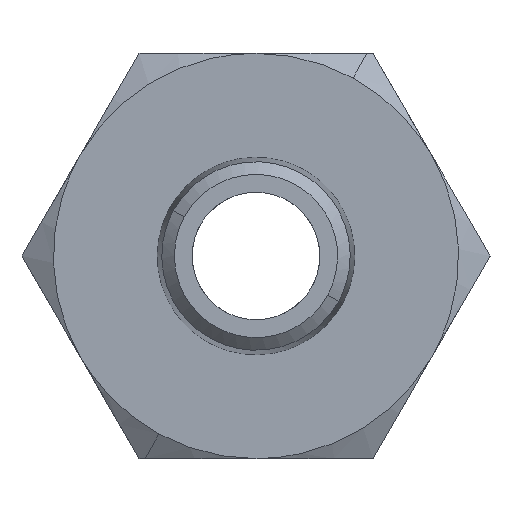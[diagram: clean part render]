
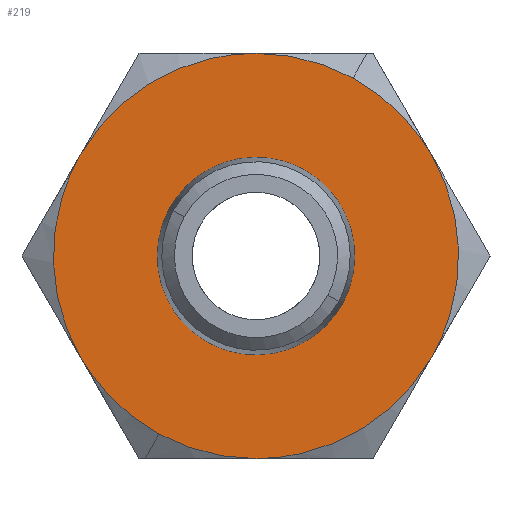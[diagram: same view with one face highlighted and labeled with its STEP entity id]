
A CAD part, front view. The second image highlights one B-rep face of the part: STEP entity #219.
In plain terms, the highlighted planar face has unit normal (0, -1, 0).
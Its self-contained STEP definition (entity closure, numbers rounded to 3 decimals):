
#12=FACE_BOUND('',#301,.T.);
#37=(
BOUNDED_CURVE()
B_SPLINE_CURVE(2,(#1751,#1752,#1753),.UNSPECIFIED.,.F.,.F.)
B_SPLINE_CURVE_WITH_KNOTS((3,3),(0.,7.387),.UNSPECIFIED.)
CURVE()
GEOMETRIC_REPRESENTATION_ITEM()
RATIONAL_B_SPLINE_CURVE((1.,0.963,1.))
REPRESENTATION_ITEM('')
);
#38=(
BOUNDED_CURVE()
B_SPLINE_CURVE(2,(#1754,#1755,#1756,#1757,#1758),.UNSPECIFIED.,.F.,.F.)
B_SPLINE_CURVE_WITH_KNOTS((3,2,3),(-20.667,-10.333,
0.),.UNSPECIFIED.)
CURVE()
GEOMETRIC_REPRESENTATION_ITEM()
RATIONAL_B_SPLINE_CURVE((1.,0.707,1.,0.707,1.))
REPRESENTATION_ITEM('')
);
#39=(
BOUNDED_CURVE()
B_SPLINE_CURVE(2,(#1759,#1760,#1761,#1762,#1763),.UNSPECIFIED.,.F.,.F.)
B_SPLINE_CURVE_WITH_KNOTS((3,2,3),(-20.667,-10.333,
0.),.UNSPECIFIED.)
CURVE()
GEOMETRIC_REPRESENTATION_ITEM()
RATIONAL_B_SPLINE_CURVE((1.,0.707,1.,0.707,1.))
REPRESENTATION_ITEM('')
);
#40=(
BOUNDED_CURVE()
B_SPLINE_CURVE(2,(#1764,#1765,#1766),.UNSPECIFIED.,.F.,.F.)
B_SPLINE_CURVE_WITH_KNOTS((3,3),(0.,7.387),.UNSPECIFIED.)
CURVE()
GEOMETRIC_REPRESENTATION_ITEM()
RATIONAL_B_SPLINE_CURVE((1.,0.963,1.))
REPRESENTATION_ITEM('')
);
#41=(
BOUNDED_CURVE()
B_SPLINE_CURVE(2,(#1767,#1768,#1769),.UNSPECIFIED.,.F.,.F.)
B_SPLINE_CURVE_WITH_KNOTS((3,3),(0.,6.75),.UNSPECIFIED.)
CURVE()
GEOMETRIC_REPRESENTATION_ITEM()
RATIONAL_B_SPLINE_CURVE((1.,0.969,1.))
REPRESENTATION_ITEM('')
);
#42=(
BOUNDED_CURVE()
B_SPLINE_CURVE(2,(#1770,#1771,#1772),.UNSPECIFIED.,.F.,.F.)
B_SPLINE_CURVE_WITH_KNOTS((3,3),(0.,14.137),.UNSPECIFIED.)
CURVE()
GEOMETRIC_REPRESENTATION_ITEM()
RATIONAL_B_SPLINE_CURVE((1.,0.866,1.))
REPRESENTATION_ITEM('')
);
#43=(
BOUNDED_CURVE()
B_SPLINE_CURVE(2,(#1773,#1774,#1775),.UNSPECIFIED.,.F.,.F.)
B_SPLINE_CURVE_WITH_KNOTS((3,3),(0.,14.137),.UNSPECIFIED.)
CURVE()
GEOMETRIC_REPRESENTATION_ITEM()
RATIONAL_B_SPLINE_CURVE((1.,0.866,1.))
REPRESENTATION_ITEM('')
);
#44=(
BOUNDED_CURVE()
B_SPLINE_CURVE(2,(#1776,#1777,#1778),.UNSPECIFIED.,.F.,.F.)
B_SPLINE_CURVE_WITH_KNOTS((3,3),(0.,6.75),.UNSPECIFIED.)
CURVE()
GEOMETRIC_REPRESENTATION_ITEM()
RATIONAL_B_SPLINE_CURVE((1.,0.969,1.))
REPRESENTATION_ITEM('')
);
#45=(
BOUNDED_CURVE()
B_SPLINE_CURVE(2,(#1779,#1780,#1781),.UNSPECIFIED.,.F.,.F.)
B_SPLINE_CURVE_WITH_KNOTS((3,3),(0.,14.137),.UNSPECIFIED.)
CURVE()
GEOMETRIC_REPRESENTATION_ITEM()
RATIONAL_B_SPLINE_CURVE((1.,0.866,1.))
REPRESENTATION_ITEM('')
);
#46=(
BOUNDED_CURVE()
B_SPLINE_CURVE(2,(#1782,#1783,#1784),.UNSPECIFIED.,.F.,.F.)
B_SPLINE_CURVE_WITH_KNOTS((3,3),(0.,14.137),.UNSPECIFIED.)
CURVE()
GEOMETRIC_REPRESENTATION_ITEM()
RATIONAL_B_SPLINE_CURVE((1.,0.866,1.))
REPRESENTATION_ITEM('')
);
#219=ADVANCED_FACE('',(#259,#12),#975,.T.);
#259=FACE_OUTER_BOUND('',#300,.T.);
#300=EDGE_LOOP('',(#401,#402,#403,#404,#405,#406,#407,#408));
#301=EDGE_LOOP('',(#409,#410));
#401=ORIENTED_EDGE('',*,*,#585,.F.);
#402=ORIENTED_EDGE('',*,*,#586,.F.);
#403=ORIENTED_EDGE('',*,*,#587,.F.);
#404=ORIENTED_EDGE('',*,*,#581,.F.);
#405=ORIENTED_EDGE('',*,*,#588,.F.);
#406=ORIENTED_EDGE('',*,*,#590,.F.);
#407=ORIENTED_EDGE('',*,*,#589,.F.);
#408=ORIENTED_EDGE('',*,*,#584,.F.);
#409=ORIENTED_EDGE('',*,*,#583,.F.);
#410=ORIENTED_EDGE('',*,*,#582,.F.);
#581=EDGE_CURVE('',#868,#867,#37,.T.);
#582=EDGE_CURVE('',#874,#873,#38,.T.);
#583=EDGE_CURVE('',#873,#874,#39,.T.);
#584=EDGE_CURVE('',#869,#870,#40,.T.);
#585=EDGE_CURVE('',#871,#869,#41,.T.);
#586=EDGE_CURVE('',#872,#871,#42,.T.);
#587=EDGE_CURVE('',#867,#872,#43,.T.);
#588=EDGE_CURVE('',#866,#868,#44,.T.);
#589=EDGE_CURVE('',#870,#865,#45,.T.);
#590=EDGE_CURVE('',#865,#866,#46,.T.);
#865=VERTEX_POINT('',#1741);
#866=VERTEX_POINT('',#1742);
#867=VERTEX_POINT('',#1743);
#868=VERTEX_POINT('',#1744);
#869=VERTEX_POINT('',#1745);
#870=VERTEX_POINT('',#1746);
#871=VERTEX_POINT('',#1747);
#872=VERTEX_POINT('',#1748);
#873=VERTEX_POINT('',#1749);
#874=VERTEX_POINT('',#1750);
#975=PLANE('',#1073);
#1073=AXIS2_PLACEMENT_3D('',#1740,#1086,$);
#1086=DIRECTION('',(0.,-1.,0.));
#1740=CARTESIAN_POINT('',(-18.766,12.5,16.26));
#1741=CARTESIAN_POINT('',(11.691,12.5,-6.75));
#1742=CARTESIAN_POINT('',(0.,12.5,-13.5));
#1743=CARTESIAN_POINT('',(-11.691,12.5,-6.75));
#1744=CARTESIAN_POINT('',(-6.472,12.5,-11.847));
#1745=CARTESIAN_POINT('',(6.472,12.5,11.847));
#1746=CARTESIAN_POINT('',(11.691,12.5,6.75));
#1747=CARTESIAN_POINT('',(0.,12.5,13.5));
#1748=CARTESIAN_POINT('',(-11.691,12.5,6.75));
#1749=CARTESIAN_POINT('',(-5.773,12.5,3.154));
#1750=CARTESIAN_POINT('',(5.773,12.5,-3.154));
#1751=CARTESIAN_POINT('',(-6.472,12.5,-11.847));
#1752=CARTESIAN_POINT('',(-9.797,12.5,-10.031));
#1753=CARTESIAN_POINT('',(-11.691,12.5,-6.75));
#1754=CARTESIAN_POINT('',(5.773,12.5,-3.154));
#1755=CARTESIAN_POINT('',(8.927,12.5,2.619));
#1756=CARTESIAN_POINT('',(3.154,12.5,5.773));
#1757=CARTESIAN_POINT('',(-2.619,12.5,8.927));
#1758=CARTESIAN_POINT('',(-5.773,12.5,3.154));
#1759=CARTESIAN_POINT('',(-5.773,12.5,3.154));
#1760=CARTESIAN_POINT('',(-8.927,12.5,-2.619));
#1761=CARTESIAN_POINT('',(-3.154,12.5,-5.773));
#1762=CARTESIAN_POINT('',(2.619,12.5,-8.927));
#1763=CARTESIAN_POINT('',(5.773,12.5,-3.154));
#1764=CARTESIAN_POINT('',(6.472,12.5,11.847));
#1765=CARTESIAN_POINT('',(9.797,12.5,10.031));
#1766=CARTESIAN_POINT('',(11.691,12.5,6.75));
#1767=CARTESIAN_POINT('',(0.,12.5,13.5));
#1768=CARTESIAN_POINT('',(3.447,12.5,13.5));
#1769=CARTESIAN_POINT('',(6.472,12.5,11.847));
#1770=CARTESIAN_POINT('',(-11.691,12.5,6.75));
#1771=CARTESIAN_POINT('',(-7.794,12.5,13.5));
#1772=CARTESIAN_POINT('',(0.,12.5,13.5));
#1773=CARTESIAN_POINT('',(-11.691,12.5,-6.75));
#1774=CARTESIAN_POINT('',(-15.588,12.5,0.));
#1775=CARTESIAN_POINT('',(-11.691,12.5,6.75));
#1776=CARTESIAN_POINT('',(0.,12.5,-13.5));
#1777=CARTESIAN_POINT('',(-3.447,12.5,-13.5));
#1778=CARTESIAN_POINT('',(-6.472,12.5,-11.847));
#1779=CARTESIAN_POINT('',(11.691,12.5,6.75));
#1780=CARTESIAN_POINT('',(15.588,12.5,0.));
#1781=CARTESIAN_POINT('',(11.691,12.5,-6.75));
#1782=CARTESIAN_POINT('',(11.691,12.5,-6.75));
#1783=CARTESIAN_POINT('',(7.794,12.5,-13.5));
#1784=CARTESIAN_POINT('',(0.,12.5,-13.5));
